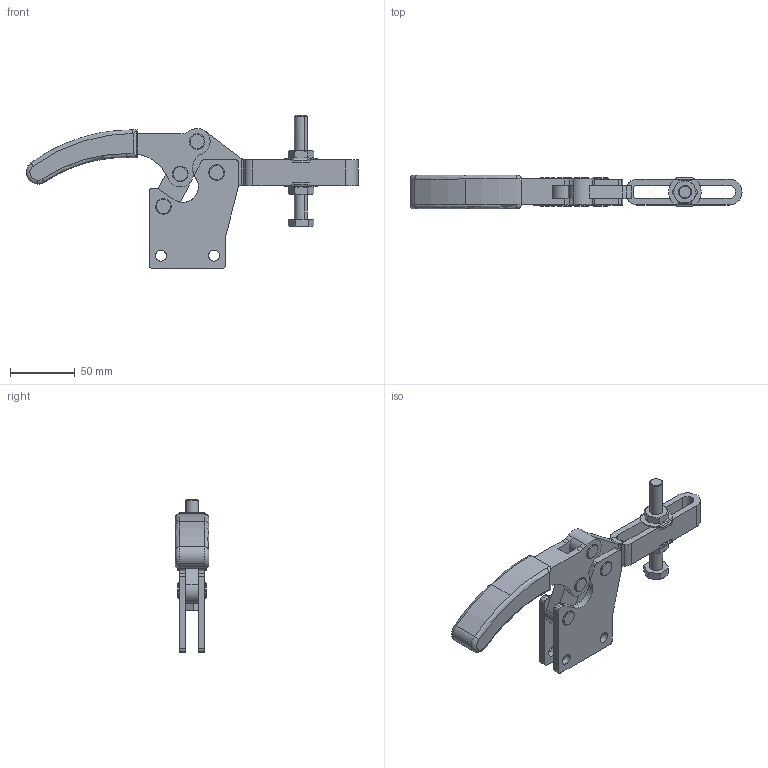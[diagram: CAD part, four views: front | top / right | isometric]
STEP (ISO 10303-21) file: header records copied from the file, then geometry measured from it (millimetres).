
FILE_DESCRIPTION(('CATIA V5 STEP Exchange'),'2;1');
FILE_NAME('HORIZONTALSPANNER_TS_H_480_U_357875.stp','2018-08-16T11:58:36+00:00',('none'),('none'),'CATIA Version 5 Release 19 SP 9 (IN-10)','CATIA V5 STEP AP214','none');
FILE_SCHEMA(('AUTOMOTIVE_DESIGN { 1 0 10303 214 1 1 1 1 }'));
Length unit declared in the file: millimetre
Products named in the file (1): HORIZONTALSPANNER_TS_H_480_U_357875
Bounding box: 255.97 x 26 x 118.16 mm (x, y, z)
Volume: 158831.4 mm3; surface area: 50601.5 mm2
Topology: 1 solids, 1 shells, 300 faces, 856 edges, 557 vertices
Faces by surface type: cylinder 147, plane 113, cone 28, torus 12
Entity records: 10716 total; most frequent: CARTESIAN_POINT 3233, ORIENTED_EDGE 1712, DIRECTION 1235, EDGE_CURVE 856, AXIS2_PLACEMENT_3D 573, VERTEX_POINT 557, VECTOR 383, LINE 383
